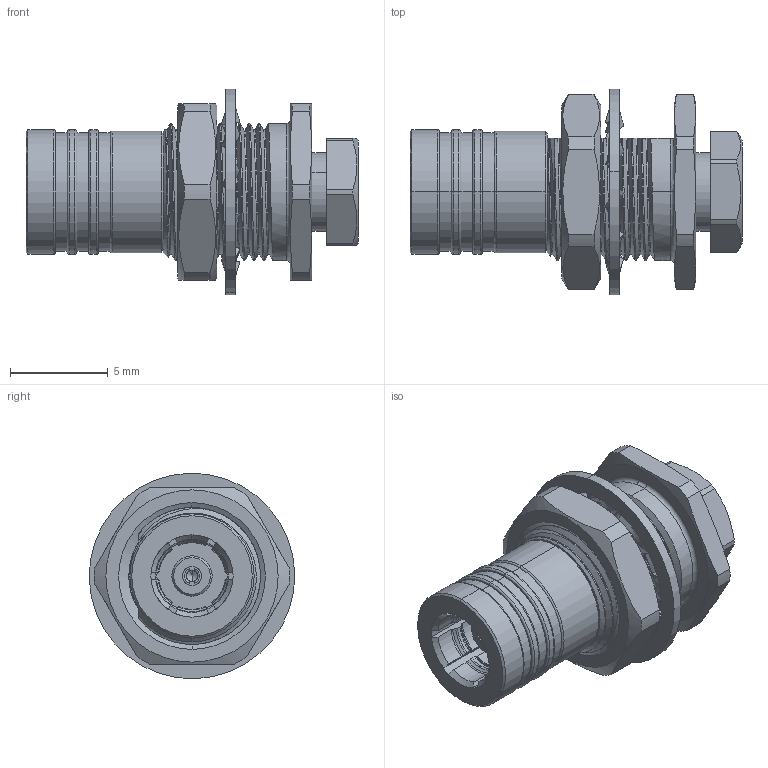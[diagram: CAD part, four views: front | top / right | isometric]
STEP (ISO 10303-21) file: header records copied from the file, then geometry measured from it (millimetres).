
FILE_DESCRIPTION (( 'STEP AP214' ), '1' );
FILE_NAME ('Ðîçåòêà_ÑÐ-50-1-02-Ð-Ï-Ïð-059.STEP', '2018-12-03T08:40:27', ( 'User' ), ( '' ), 'SwSTEP 2.0', 'SolidWorks 2016', '' );
FILE_SCHEMA (( 'AUTOMOTIVE_DESIGN' ));
Length unit declared in the file: millimetre
Products named in the file (1): Ðîçåòêà_ÑÐ-50-1-02-Ð-Ï-Ïð-059
Bounding box: 16.96 x 10.5 x 10.5 mm (x, y, z)
Volume: 583.9 mm3; surface area: 982.5 mm2
Topology: 3 solids, 3 shells, 359 faces, 969 edges, 626 vertices
Faces by surface type: cylinder 123, bspline 76, plane 64, cone 49, torus 47
Entity records: 27083 total; most frequent: CARTESIAN_POINT 15085, ORIENTED_EDGE 1934, DIRECTION 1385, EDGE_CURVE 967, VERTEX_POINT 626, AXIS2_PLACEMENT_3D 566, EDGE_LOOP 375, UNCERTAINTY_MEASURE_WITH_UNIT 362
